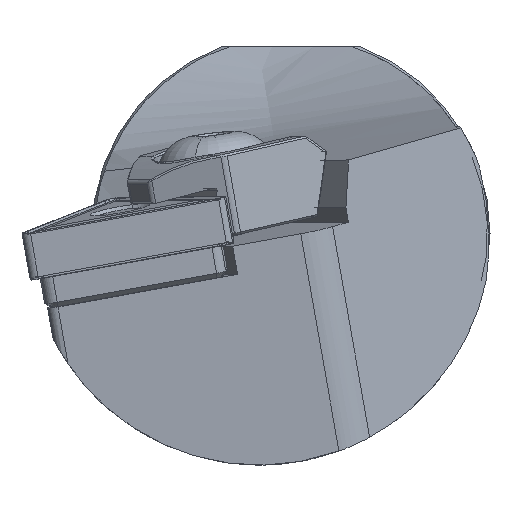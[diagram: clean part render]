
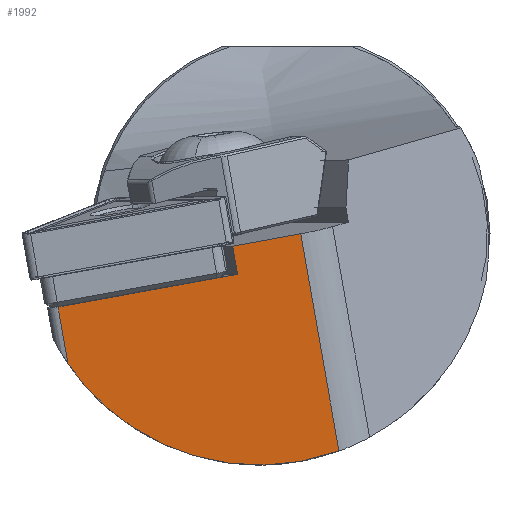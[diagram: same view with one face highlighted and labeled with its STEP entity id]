
A CAD part, left-side view. The second image highlights one B-rep face of the part: STEP entity #1992.
In plain terms, the highlighted planar face has unit normal (-0.993, -0.069, -0.094).
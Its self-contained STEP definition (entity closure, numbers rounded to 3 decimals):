
#78 = ORIENTED_EDGE ( 'NONE', *, *, #8509, .F. ) ;
#336 = PLANE ( 'NONE',  #3088 ) ;
#436 = CARTESIAN_POINT ( 'NONE',  ( -173.551, -64.974, -489.193 ) ) ;
#787 = CARTESIAN_POINT ( 'NONE',  ( -224.243, 18.778, -14.215 ) ) ;
#843 = LINE ( 'NONE', #436, #3000 ) ;
#1440 = CARTESIAN_POINT ( 'NONE',  ( -222.942, 12.542, -23.391 ) ) ;
#1487 = EDGE_LOOP ( 'NONE', ( #5992, #7845, #6401, #9823, #3138, #78 ) ) ;
#1506 = CARTESIAN_POINT ( 'NONE',  ( -221.52, -8.437, -22.984 ) ) ;
#1537 = DIRECTION ( 'NONE',  ( 0.052, -0.983, 0.179 ) ) ;
#1697 = CARTESIAN_POINT ( 'NONE',  ( -225.153, 20.281, -5.692 ) ) ;
#1992 = ADVANCED_FACE ( 'NONE', ( #9898 ), #336, .F. ) ;
#2179 = CARTESIAN_POINT ( 'NONE',  ( -221.886, 1.983, -26.793 ) ) ;
#2246 = CARTESIAN_POINT ( 'NONE',  ( -172.246, -89.844, -484.668 ) ) ;
#2250 = DIRECTION ( 'NONE',  ( -0.105, 0.173, 0.979 ) ) ;
#2378 = VERTEX_POINT ( 'NONE', #4804 ) ;
#2549 = VERTEX_POINT ( 'NONE', #6497 ) ;
#2786 = CARTESIAN_POINT ( 'NONE',  ( -224.243, 18.778, -14.215 ) ) ;
#2966 = CARTESIAN_POINT ( 'NONE',  ( -224.207, 2.241, -2.41 ) ) ;
#2985 = EDGE_CURVE ( 'NONE', #3290, #5154, #8110, .T. ) ;
#3000 = VECTOR ( 'NONE', #8734, 1000. ) ;
#3088 = AXIS2_PLACEMENT_3D ( 'NONE', #7535, #6647, #8236 ) ;
#3138 = ORIENTED_EDGE ( 'NONE', *, *, #9564, .T. ) ;
#3290 = VERTEX_POINT ( 'NONE', #8971 ) ;
#3972 =( BOUNDED_CURVE ( )  B_SPLINE_CURVE ( 3, ( #1506, #2179, #1440, #787 ),
 .UNSPECIFIED., .F., .F. ) 
 B_SPLINE_CURVE_WITH_KNOTS ( ( 4, 4 ),
 ( 3.426, 4.751 ),
 .UNSPECIFIED. ) 
 CURVE ( )  GEOMETRIC_REPRESENTATION_ITEM ( )  RATIONAL_B_SPLINE_CURVE ( ( 1., 0.859, 0.859, 1. ) ) 
 REPRESENTATION_ITEM ( '' )  );
#4149 = EDGE_CURVE ( 'NONE', #9428, #3290, #843, .T. ) ;
#4804 = CARTESIAN_POINT ( 'NONE',  ( -223.848, -4.59, -1.167 ) ) ;
#5001 = LINE ( 'NONE', #1697, #8875 ) ;
#5154 = VERTEX_POINT ( 'NONE', #7062 ) ;
#5424 = VERTEX_POINT ( 'NONE', #2966 ) ;
#5615 = EDGE_CURVE ( 'NONE', #5154, #5424, #9398, .T. ) ;
#5992 = ORIENTED_EDGE ( 'NONE', *, *, #5615, .F. ) ;
#6180 = DIRECTION ( 'NONE',  ( 0.052, -0.983, 0.179 ) ) ;
#6401 = ORIENTED_EDGE ( 'NONE', *, *, #4149, .F. ) ;
#6417 = VECTOR ( 'NONE', #1537, 1000. ) ;
#6497 = CARTESIAN_POINT ( 'NONE',  ( -221.52, -8.437, -22.984 ) ) ;
#6647 = DIRECTION ( 'NONE',  ( 0.993, 0.069, 0.094 ) ) ;
#7062 = CARTESIAN_POINT ( 'NONE',  ( -223.906, 1.744, -5.231 ) ) ;
#7267 = LINE ( 'NONE', #2246, #9818 ) ;
#7535 = CARTESIAN_POINT ( 'NONE',  ( -173.551, -64.974, -489.193 ) ) ;
#7671 = CARTESIAN_POINT ( 'NONE',  ( -172.605, -83.013, -485.911 ) ) ;
#7845 = ORIENTED_EDGE ( 'NONE', *, *, #2985, .F. ) ;
#8110 = LINE ( 'NONE', #8407, #6417 ) ;
#8236 = DIRECTION ( 'NONE',  ( 0., -0.805, 0.593 ) ) ;
#8407 = CARTESIAN_POINT ( 'NONE',  ( -224.852, 19.783, -8.512 ) ) ;
#8509 = EDGE_CURVE ( 'NONE', #5424, #2378, #5001, .T. ) ;
#8734 = DIRECTION ( 'NONE',  ( -0.105, 0.173, 0.979 ) ) ;
#8875 = VECTOR ( 'NONE', #6180, 1000. ) ;
#8971 = CARTESIAN_POINT ( 'NONE',  ( -224.852, 19.783, -8.512 ) ) ;
#9151 = DIRECTION ( 'NONE',  ( -0.105, 0.173, 0.979 ) ) ;
#9398 = LINE ( 'NONE', #7671, #9530 ) ;
#9428 = VERTEX_POINT ( 'NONE', #2786 ) ;
#9530 = VECTOR ( 'NONE', #2250, 1000. ) ;
#9552 = EDGE_CURVE ( 'NONE', #2549, #9428, #3972, .T. ) ;
#9564 = EDGE_CURVE ( 'NONE', #2549, #2378, #7267, .T. ) ;
#9818 = VECTOR ( 'NONE', #9151, 1000. ) ;
#9823 = ORIENTED_EDGE ( 'NONE', *, *, #9552, .F. ) ;
#9898 = FACE_OUTER_BOUND ( 'NONE', #1487, .T. ) ;
